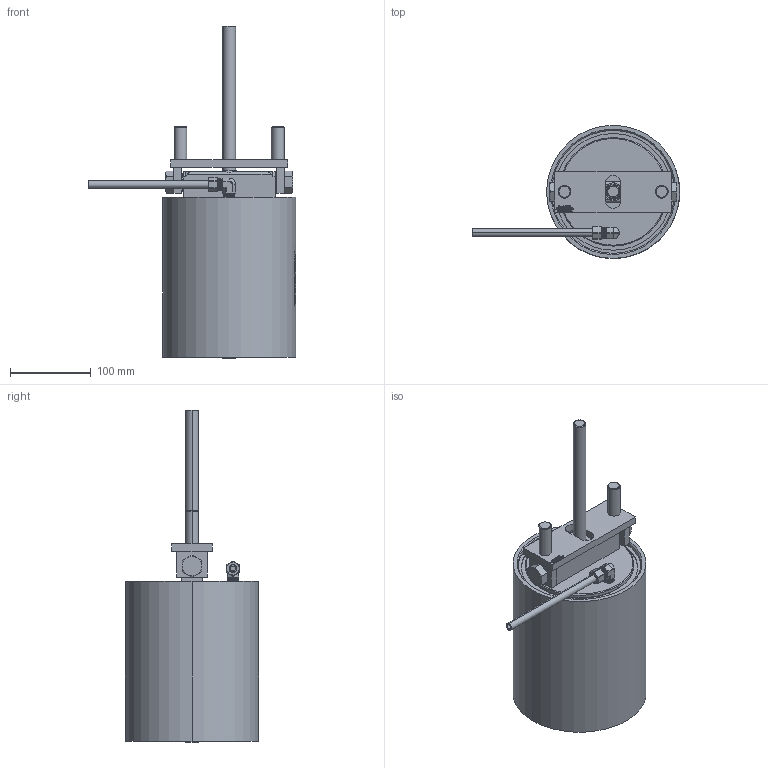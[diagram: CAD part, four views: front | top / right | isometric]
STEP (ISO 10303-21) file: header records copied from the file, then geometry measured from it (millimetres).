
FILE_DESCRIPTION (( 'STEP AP214' ), '1' );
FILE_NAME ('B3000-259-H-6.5-CYLINDER-TAIL-A-GATER-6.0-X-3.0-STROKE.STEP', '2021-07-30T14:11:26', ( '' ), ( '' ), 'SwSTEP 2.0', 'SolidWorks 2018', '' );
FILE_SCHEMA (( 'AUTOMOTIVE_DESIGN' ));
Length unit declared in the file: inch
Products named in the file (1): B3000-259-H-6.5-CYLINDER-TAIL-A-GATER-6.0-X-3.0-STROKE
Bounding box: 257.3 x 165.1 x 411.78 mm (x, y, z)
Volume: 4427584.2 mm3; surface area: 228248 mm2
Topology: 6 solids, 6 shells, 1625 faces, 4223 edges, 2787 vertices
Faces by surface type: plane 761, bspline 592, cylinder 183, cone 89
Entity records: 101592 total; most frequent: CARTESIAN_POINT 52729, ORIENTED_EDGE 8442, DIRECTION 5290, EDGE_CURVE 4221, VERTEX_POINT 2787, VECTOR 2258, LINE 2258, EDGE_LOOP 1812
